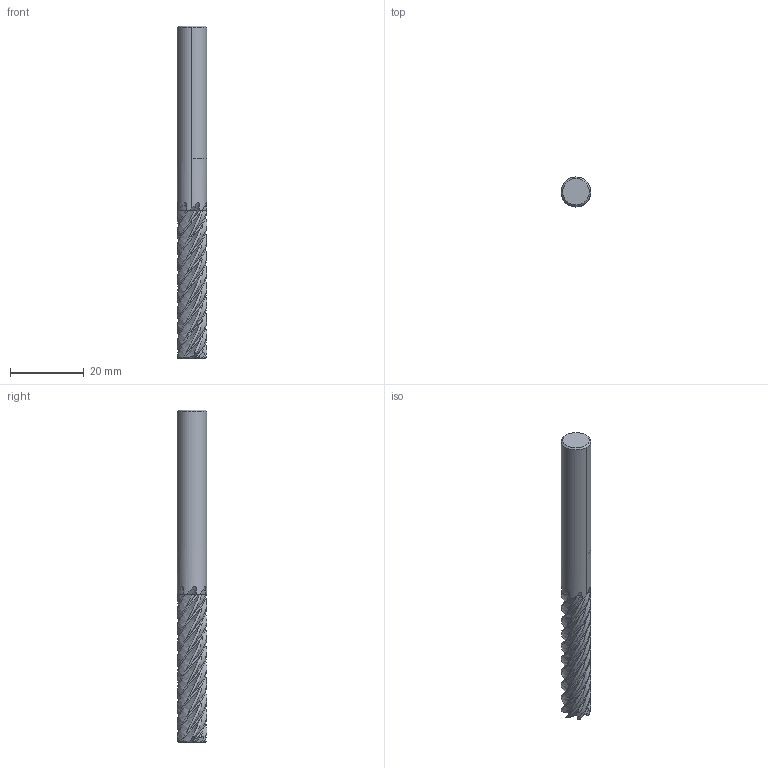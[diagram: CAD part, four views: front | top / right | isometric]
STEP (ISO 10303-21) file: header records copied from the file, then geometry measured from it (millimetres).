
FILE_DESCRIPTION(('no description'),'unknown implementation level');
FILE_NAME('EXPK1-M03-0233-8-Detail.stp',' ',('CIMSOURCE GmbH'),('CADClick - KiM GmbH - www.kimweb.de'),'unknown preprocess','ACIS','unknown authorization');
FILE_SCHEMA(('automotive_design'));
Length unit declared in the file: millimetre
Products named in the file (2): NOCUT; CUT
Bounding box: 8 x 8 x 90 mm (x, y, z)
Volume: 3732 mm3; surface area: 2976.1 mm2
Topology: 2 solids, 2 shells, 141 faces, 402 edges, 266 vertices
Faces by surface type: plane 39, bspline 35, cone 28, revolution 28, torus 7, cylinder 4
Entity records: 30374 total; most frequent: CARTESIAN_POINT 22716, STYLED_ITEM 811, PRESENTATION_STYLE_ASSIGNMENT 811, COLOUR_RGB 811, ORIENTED_EDGE 804, DIRECTION 426, EDGE_CURVE 402, CURVE_STYLE 402
